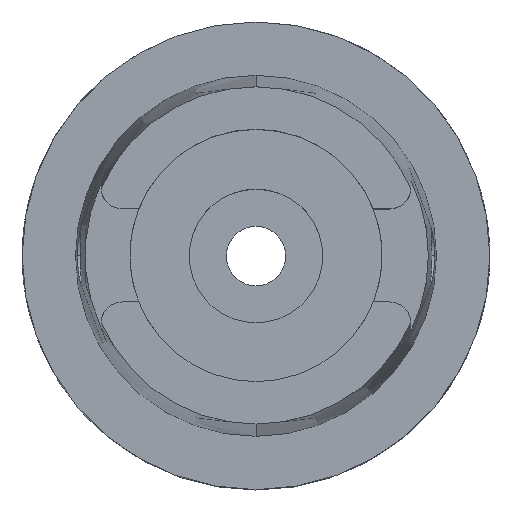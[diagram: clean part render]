
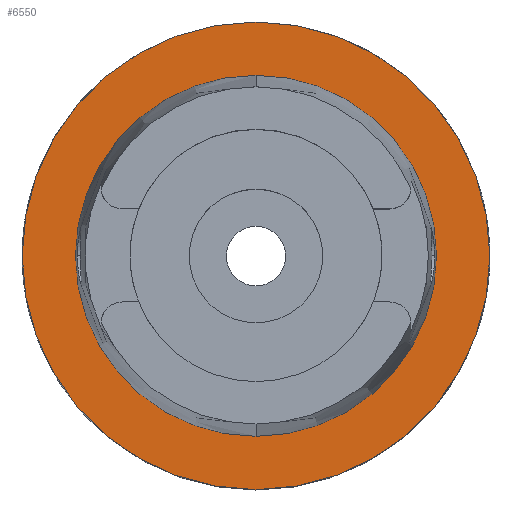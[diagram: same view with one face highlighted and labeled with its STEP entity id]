
A CAD part, top view. The second image highlights one B-rep face of the part: STEP entity #6550.
In plain terms, the highlighted planar face has unit normal (0, 0, 1).
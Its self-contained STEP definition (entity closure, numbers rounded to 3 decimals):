
#3377=CARTESIAN_POINT('',(0.,0.,0.));
#3378=DIRECTION('',(0.,0.,-1.));
#3379=DIRECTION('',(0.,-1.,0.));
#3380=AXIS2_PLACEMENT_3D('',#3377,#3378,#3379);
#3385=CARTESIAN_POINT('',(0.,0.,0.));
#3386=DIRECTION('',(0.,0.,-1.));
#3387=DIRECTION('',(0.,1.,0.));
#3388=AXIS2_PLACEMENT_3D('',#3385,#3386,#3387);
#3393=CARTESIAN_POINT('',(0.,0.,0.));
#3394=DIRECTION('',(0.,0.,1.));
#3395=DIRECTION('',(0.,-1.,0.));
#3396=AXIS2_PLACEMENT_3D('',#3393,#3394,#3395);
#3401=CARTESIAN_POINT('',(0.,0.,0.));
#3402=DIRECTION('',(0.,0.,1.));
#3403=DIRECTION('',(0.,1.,0.));
#3404=AXIS2_PLACEMENT_3D('',#3401,#3402,#3403);
#3739=CARTESIAN_POINT('',(0.,-24.315,0.));
#3740=VERTEX_POINT('',#3739);
#3741=CARTESIAN_POINT('',(0.,24.315,0.));
#3742=VERTEX_POINT('',#3741);
#4209=CARTESIAN_POINT('',(0.,31.5,0.));
#4210=VERTEX_POINT('',#4209);
#4211=CARTESIAN_POINT('',(0.,-31.5,0.));
#4212=VERTEX_POINT('',#4211);
#6537=CARTESIAN_POINT('',(0.,0.,0.));
#6538=DIRECTION('',(0.,0.,1.));
#6539=DIRECTION('',(0.,1.,0.));
#6540=AXIS2_PLACEMENT_3D('',#6537,#6538,#6539);
#6541=PLANE('',#6540);
#6542=ORIENTED_EDGE('',*,*,#6519,.T.);
#6543=ORIENTED_EDGE('',*,*,#6410,.T.);
#6544=EDGE_LOOP('',(#6542,#6543));
#6545=FACE_OUTER_BOUND('',#6544,.F.);
#6546=ORIENTED_EDGE('',*,*,#4374,.T.);
#6547=ORIENTED_EDGE('',*,*,#4330,.T.);
#6548=EDGE_LOOP('',(#6546,#6547));
#6549=FACE_BOUND('',#6548,.F.);
#3381=CIRCLE('',#3380,31.5);
#3389=CIRCLE('',#3388,31.5);
#3397=CIRCLE('',#3396,24.315);
#3405=CIRCLE('',#3404,24.315);
#4330=EDGE_CURVE('',#3742,#3740,#3405,.T.);
#4374=EDGE_CURVE('',#3740,#3742,#3397,.T.);
#6410=EDGE_CURVE('',#4210,#4212,#3389,.T.);
#6519=EDGE_CURVE('',#4212,#4210,#3381,.T.);
#6550=ADVANCED_FACE('',(#6545,#6549),#6541,.T.);
